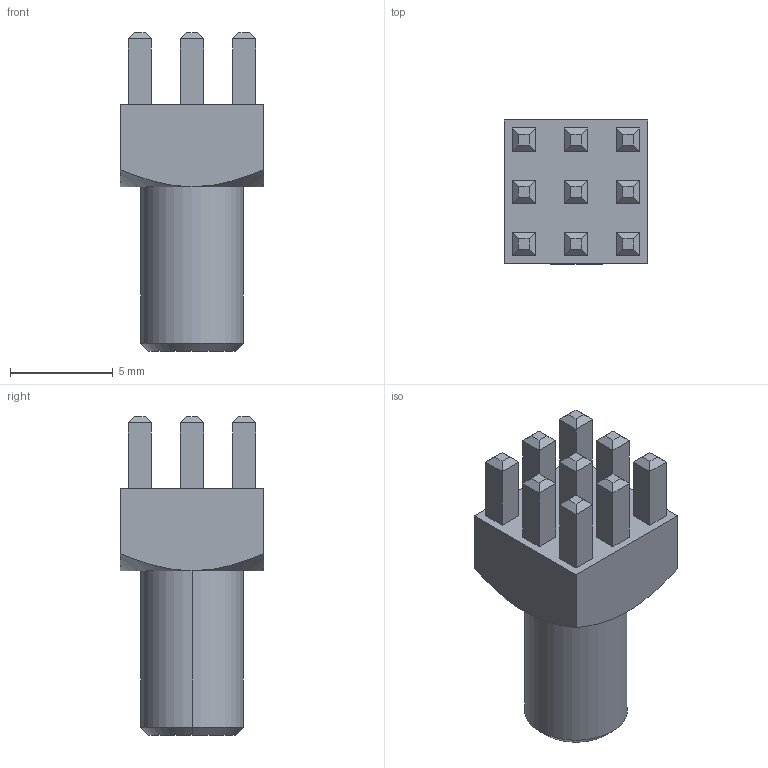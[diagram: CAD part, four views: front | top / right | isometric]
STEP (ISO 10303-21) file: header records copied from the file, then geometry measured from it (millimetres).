
FILE_DESCRIPTION (( 'STEP AP203' ), '1' );
FILE_NAME ('91001-B.STEP', '2013-12-17T15:47:52', ( 'Hajo' ), ( 'Microsoft' ), 'SwSTEP 2.0', 'SolidWorks 2011', '' );
FILE_SCHEMA (( 'CONFIG_CONTROL_DESIGN' ));
Length unit declared in the file: millimetre
Products named in the file (1): 91001-B
Bounding box: 7 x 7 x 15.5 mm (x, y, z)
Volume: 387.9 mm3; surface area: 458.9 mm2
Topology: 1 solids, 1 shells, 96 faces, 210 edges, 126 vertices
Faces by surface type: plane 88, cone 6, cylinder 2
Entity records: 2637 total; most frequent: CARTESIAN_POINT 481, ORIENTED_EDGE 420, DIRECTION 406, EDGE_CURVE 210, LINE 192, VECTOR 192, VERTEX_POINT 126, AXIS2_PLACEMENT_3D 107
